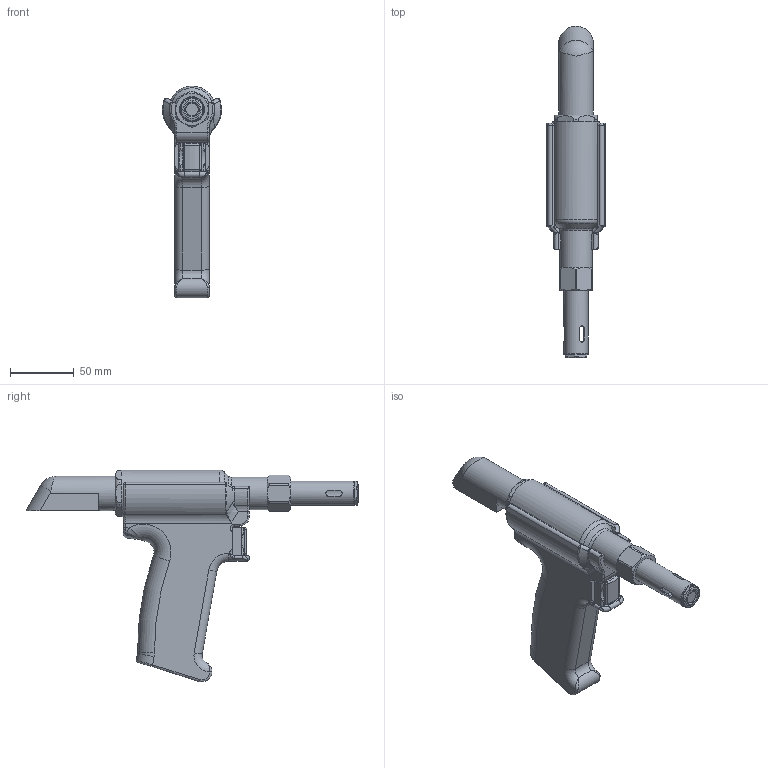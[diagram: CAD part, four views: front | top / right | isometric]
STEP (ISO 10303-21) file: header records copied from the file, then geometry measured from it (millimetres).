
FILE_DESCRIPTION(/* description */ (''),/* implementation_level */ '2;1');
FILE_NAME(/* name */ '2480_99-3204_CLR.stp',/* time_stamp */ '2024-04-03T13:24:37-04:00',/* author */ (''),/* organization */ (''),/* preprocessor_version */ 'ST-DEVELOPER v18.102',/* originating_system */ 'SIEMENS PLM Software NX2206.5001',/* authorisation */ '');
FILE_SCHEMA (('AP203_CONFIGURATION_CONTROLLED_3D_DESIGN_OF_MECHANICAL_PARTS_AND_ASSEMBLIES_MIM_LF { 1 0 10303 403 2 1 2}'));
Length unit declared in the file: inch
Products named in the file (2): 99-3204_CLR_stp; 2480_99-3204_CLR_stp
Assembly tree (2 placements, depth 2):
  2480_99-3204_CLR_stp
    99-3204_CLR_stp  x2
Bounding box: 46.4 x 260.8 x 166.3 mm (x, y, z)
Volume: 334588 mm3; surface area: 73620.5 mm2
Topology: 1 solids, 2 shells, 373 faces, 959 edges, 577 vertices
Faces by surface type: cylinder 131, plane 98, bspline 67, torus 50, cone 20, sphere 6, extrusion 1
Full cylindrical faces by diameter (mm): 2.388 x1, 12.586 x1, 14.681 x1, 15.875 x1, 16.446 x1, 18.86 x1, 18.986 x1, 19.875 x1, 22.669 x1, 25.4 x1, 25.781 x1, 26.924 x1, 36.512 x1
Entity records: 14010 total; most frequent: CARTESIAN_POINT 5603, ORIENTED_EDGE 1790, DIRECTION 1596, EDGE_CURVE 895, AXIS2_PLACEMENT_3D 651, VERTEX_POINT 561, EDGE_LOOP 416, ADVANCED_FACE 372
